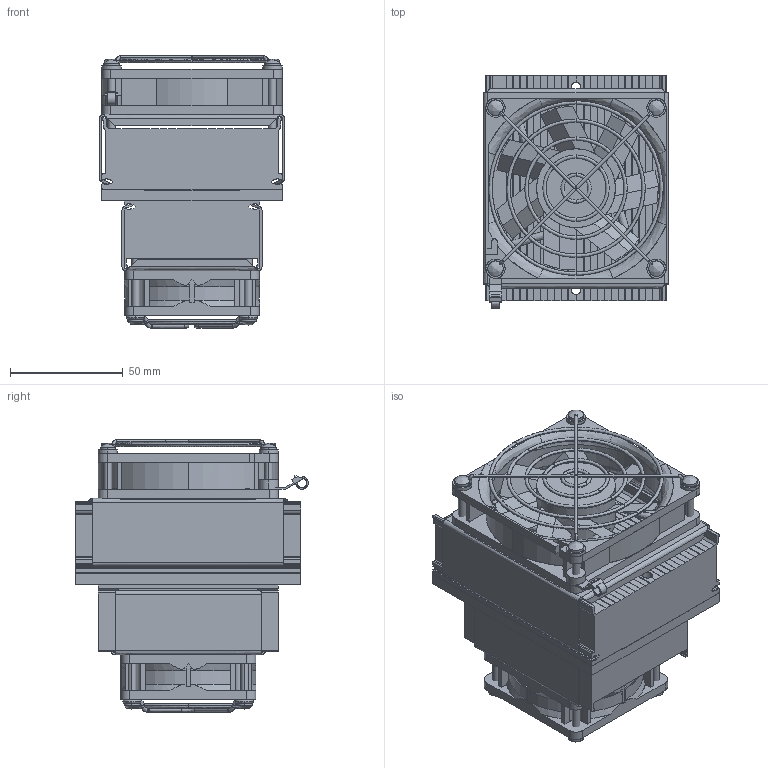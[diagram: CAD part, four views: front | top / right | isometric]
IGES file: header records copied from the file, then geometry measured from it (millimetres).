
Start section: SolidWorks IGES file using analytic representation for surfaces
Global section: file name: AA-024-12-22-00-00.IGS; native system: SolidWorks 2016; preprocessor: SolidWorks 2016; author: Jia.Zhi; date: 181215.114159; units: millimetre
Bounding box: 82.2 x 103.32 x 120.88 mm (x, y, z)
Surface area: 153244.1 mm2 (no closed solid volume)
Topology: 0 solids, 0 shells, 1074 faces, 13374 edges, 13344 vertices
Faces by surface type: bspline 650, revolution 424
